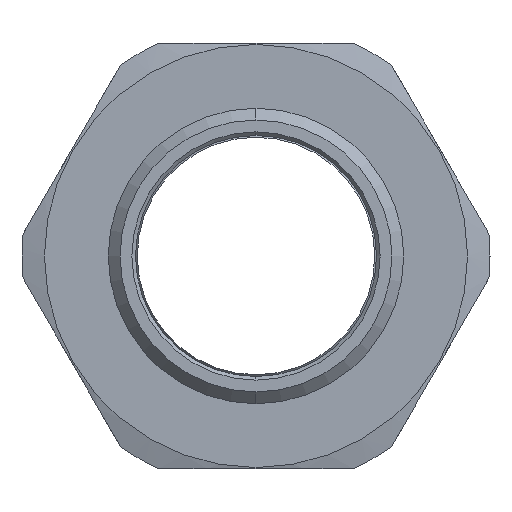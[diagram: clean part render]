
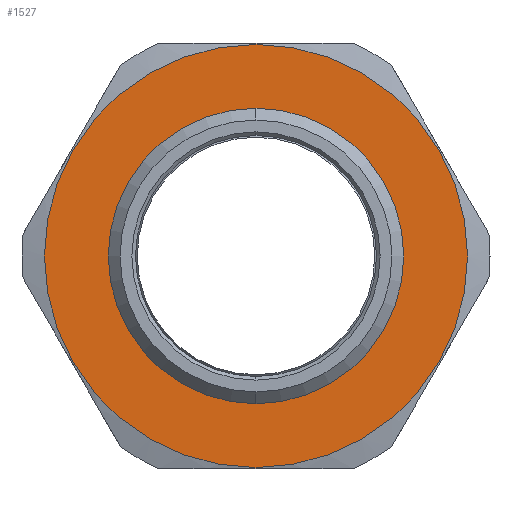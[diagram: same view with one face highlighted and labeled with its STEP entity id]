
A CAD part, left-side view. The second image highlights one B-rep face of the part: STEP entity #1527.
In plain terms, the highlighted planar face has unit normal (-1, 0, 0).
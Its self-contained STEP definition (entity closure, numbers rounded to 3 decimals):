
#12 = EDGE_CURVE ( 'NONE', #1254, #199, #1929, .T. ) ;
#49 = ORIENTED_EDGE ( 'NONE', *, *, #12, .F. ) ;
#199 = VERTEX_POINT ( 'NONE', #542 ) ;
#239 = DIRECTION ( 'NONE',  ( -1., 0., 0. ) ) ;
#471 = CARTESIAN_POINT ( 'NONE',  ( 10.3, 0., 0. ) ) ;
#501 = DIRECTION ( 'NONE',  ( 0., 0., -1. ) ) ;
#513 = CARTESIAN_POINT ( 'NONE',  ( 10.3, 0., -17.9 ) ) ;
#514 = ORIENTED_EDGE ( 'NONE', *, *, #2127, .F. ) ;
#542 = CARTESIAN_POINT ( 'NONE',  ( 10.3, 0., 12.5 ) ) ;
#588 = DIRECTION ( 'NONE',  ( 0., 0., -1. ) ) ;
#611 = FACE_BOUND ( 'NONE', #2210, .T. ) ;
#643 = DIRECTION ( 'NONE',  ( 0., 0., 1. ) ) ;
#698 = CIRCLE ( 'NONE', #2338, 17.9 ) ;
#703 = CARTESIAN_POINT ( 'NONE',  ( 10.3, 0., -20.3 ) ) ;
#854 = AXIS2_PLACEMENT_3D ( 'NONE', #1756, #974, #588 ) ;
#888 = CIRCLE ( 'NONE', #854, 17.9 ) ;
#921 = EDGE_CURVE ( 'NONE', #199, #1254, #1640, .T. ) ;
#974 = DIRECTION ( 'NONE',  ( 1., 0., 0. ) ) ;
#1048 = VERTEX_POINT ( 'NONE', #513 ) ;
#1098 = DIRECTION ( 'NONE',  ( 1., 0., 0. ) ) ;
#1168 = CARTESIAN_POINT ( 'NONE',  ( 10.3, 0., -12.5 ) ) ;
#1254 = VERTEX_POINT ( 'NONE', #1168 ) ;
#1461 = CARTESIAN_POINT ( 'NONE',  ( 10.3, 0., 17.9 ) ) ;
#1482 = DIRECTION ( 'NONE',  ( 1., 0., 0. ) ) ;
#1521 = VERTEX_POINT ( 'NONE', #1461 ) ;
#1527 = ADVANCED_FACE ( 'NONE', ( #1893, #611 ), #2480, .F. ) ;
#1607 = CARTESIAN_POINT ( 'NONE',  ( 10.3, 0., 0. ) ) ;
#1610 = DIRECTION ( 'NONE',  ( 0., 0., 1. ) ) ;
#1640 = CIRCLE ( 'NONE', #2482, 12.5 ) ;
#1756 = CARTESIAN_POINT ( 'NONE',  ( 10.3, 0., 0. ) ) ;
#1811 = EDGE_LOOP ( 'NONE', ( #514, #2005 ) ) ;
#1887 = AXIS2_PLACEMENT_3D ( 'NONE', #471, #239, #1610 ) ;
#1893 = FACE_OUTER_BOUND ( 'NONE', #1811, .T. ) ;
#1906 = AXIS2_PLACEMENT_3D ( 'NONE', #703, #1098, #501 ) ;
#1929 = CIRCLE ( 'NONE', #1887, 12.5 ) ;
#2005 = ORIENTED_EDGE ( 'NONE', *, *, #2262, .F. ) ;
#2085 = DIRECTION ( 'NONE',  ( 0., 0., -1. ) ) ;
#2127 = EDGE_CURVE ( 'NONE', #1048, #1521, #698, .T. ) ;
#2210 = EDGE_LOOP ( 'NONE', ( #49, #2367 ) ) ;
#2237 = DIRECTION ( 'NONE',  ( -1., 0., 0. ) ) ;
#2262 = EDGE_CURVE ( 'NONE', #1521, #1048, #888, .T. ) ;
#2280 = CARTESIAN_POINT ( 'NONE',  ( 10.3, 0., 0. ) ) ;
#2338 = AXIS2_PLACEMENT_3D ( 'NONE', #2280, #1482, #2085 ) ;
#2367 = ORIENTED_EDGE ( 'NONE', *, *, #921, .F. ) ;
#2480 = PLANE ( 'NONE',  #1906 ) ;
#2482 = AXIS2_PLACEMENT_3D ( 'NONE', #1607, #2237, #643 ) ;
